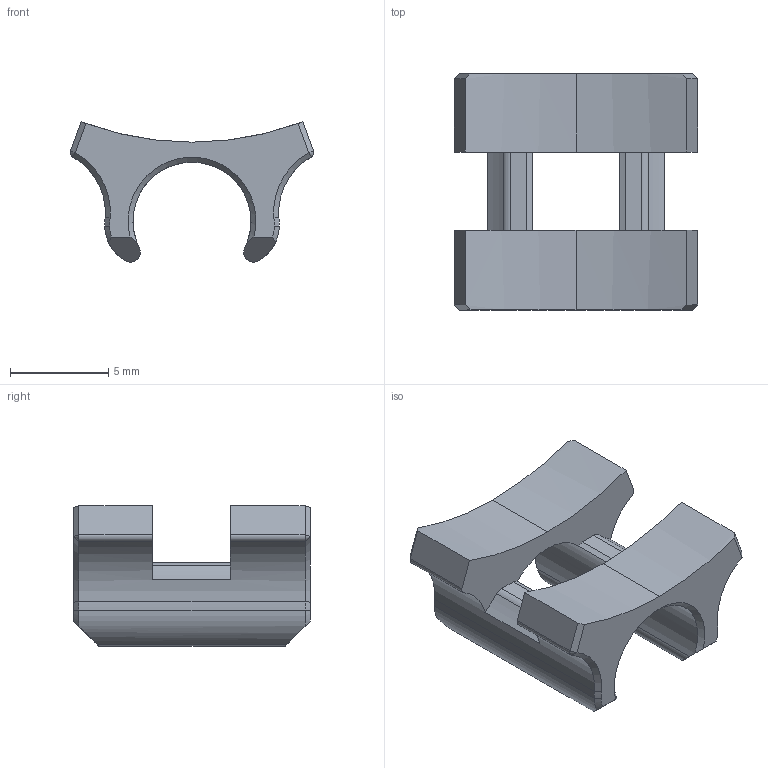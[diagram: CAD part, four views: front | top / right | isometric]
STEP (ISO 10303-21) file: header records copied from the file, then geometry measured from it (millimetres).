
FILE_DESCRIPTION (( 'STEP AP214' ), '1' );
FILE_NAME ('CS0113.STEP', '2025-04-08T18:44:44', ( '' ), ( '' ), 'SwSTEP 2.0', 'SolidWorks 2023', '' );
FILE_SCHEMA (( 'AUTOMOTIVE_DESIGN' ));
Length unit declared in the file: inch
Products named in the file (1): CS0113
Bounding box: 12.36 x 11.99 x 7.12 mm (x, y, z)
Volume: 332.2 mm3; surface area: 536.7 mm2
Topology: 1 solids, 1 shells, 64 faces, 173 edges, 110 vertices
Faces by surface type: cylinder 27, cone 19, plane 18
Entity records: 2060 total; most frequent: CARTESIAN_POINT 432, DIRECTION 347, ORIENTED_EDGE 346, EDGE_CURVE 173, AXIS2_PLACEMENT_3D 137, VERTEX_POINT 110, LINE 73, VECTOR 73
